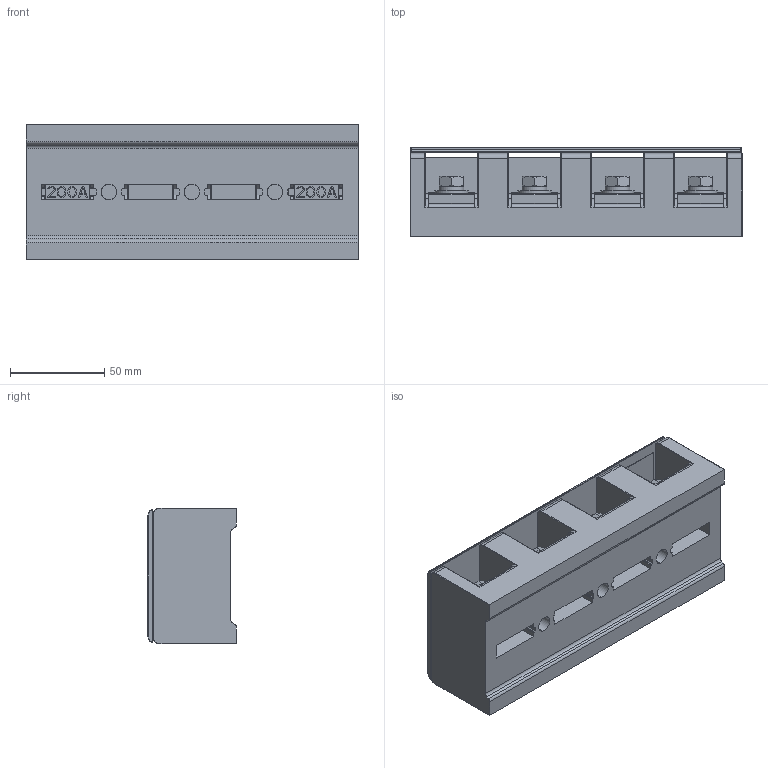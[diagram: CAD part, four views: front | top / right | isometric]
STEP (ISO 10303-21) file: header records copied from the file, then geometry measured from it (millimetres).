
FILE_DESCRIPTION((''),'2;1');
FILE_NAME('5YB574319_SW0001','2023-07-13T',('Administrator'),(''),'PRO/ENGINEER BY PARAMETRIC TECHNOLOGY CORPORATION, 2013230','PRO/ENGINEER BY PARAMETRIC TECHNOLOGY CORPORATION, 2013230','');
FILE_SCHEMA(('CONFIG_CONTROL_DESIGN'));
Products named in the file (1): 5YB574319_SW0001
Bounding box: 176 x 47 x 72 mm (x, y, z)
Volume: 376977.3 mm3; surface area: 105821.2 mm2
Topology: 1 solids, 1 shells, 2200 faces, 6118 edges, 4016 vertices
Faces by surface type: plane 1682, cylinder 362, cone 64, torus 60, sphere 16, bspline 16
Entity records: 72930 total; most frequent: CARTESIAN_POINT 16810, ORIENTED_EDGE 12172, DIRECTION 10765, EDGE_CURVE 6086, VECTOR 4845, LINE 4845, VERTEX_POINT 4016, AXIS2_PLACEMENT_3D 2960
